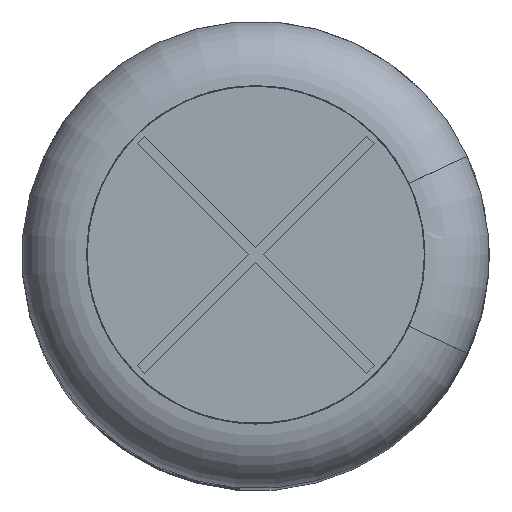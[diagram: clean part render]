
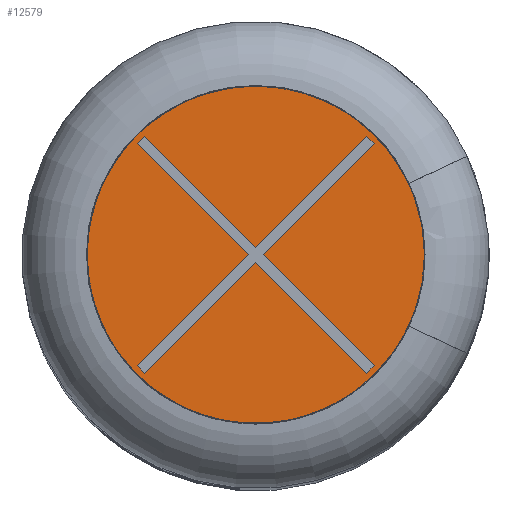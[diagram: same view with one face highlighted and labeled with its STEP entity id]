
A CAD part, top view. The second image highlights one B-rep face of the part: STEP entity #12579.
In plain terms, the highlighted planar face has unit normal (0, 0, 1).
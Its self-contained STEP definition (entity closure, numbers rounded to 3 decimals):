
#720=PLANE('',#13410);
#988=CIRCLE('',#13294,4.709);
#3458=ORIENTED_EDGE('',*,*,#4687,.T.);
#3459=ORIENTED_EDGE('',*,*,#4710,.T.);
#3460=ORIENTED_EDGE('',*,*,#4708,.T.);
#3461=ORIENTED_EDGE('',*,*,#4706,.T.);
#3462=ORIENTED_EDGE('',*,*,#4704,.T.);
#3463=ORIENTED_EDGE('',*,*,#4702,.T.);
#3464=ORIENTED_EDGE('',*,*,#4700,.T.);
#3465=ORIENTED_EDGE('',*,*,#4698,.T.);
#3466=ORIENTED_EDGE('',*,*,#4696,.T.);
#3467=ORIENTED_EDGE('',*,*,#4694,.T.);
#3468=ORIENTED_EDGE('',*,*,#4692,.T.);
#3469=ORIENTED_EDGE('',*,*,#4690,.T.);
#3470=ORIENTED_EDGE('',*,*,#4761,.F.);
#4687=EDGE_CURVE('',#5616,#5617,#6311,.T.);
#4690=EDGE_CURVE('',#5618,#5616,#6314,.T.);
#4692=EDGE_CURVE('',#5619,#5618,#6316,.T.);
#4694=EDGE_CURVE('',#5620,#5619,#6318,.T.);
#4696=EDGE_CURVE('',#5621,#5620,#6320,.T.);
#4698=EDGE_CURVE('',#5622,#5621,#6322,.T.);
#4700=EDGE_CURVE('',#5623,#5622,#6324,.T.);
#4702=EDGE_CURVE('',#5624,#5623,#6326,.T.);
#4704=EDGE_CURVE('',#5625,#5624,#6328,.T.);
#4706=EDGE_CURVE('',#5626,#5625,#6330,.T.);
#4708=EDGE_CURVE('',#5627,#5626,#6332,.T.);
#4710=EDGE_CURVE('',#5617,#5627,#6334,.T.);
#4761=EDGE_CURVE('',#5675,#5675,#988,.T.);
#5616=VERTEX_POINT('',#27933);
#5617=VERTEX_POINT('',#27934);
#5618=VERTEX_POINT('',#27939);
#5619=VERTEX_POINT('',#27943);
#5620=VERTEX_POINT('',#27947);
#5621=VERTEX_POINT('',#27951);
#5622=VERTEX_POINT('',#27955);
#5623=VERTEX_POINT('',#27959);
#5624=VERTEX_POINT('',#27963);
#5625=VERTEX_POINT('',#27967);
#5626=VERTEX_POINT('',#27971);
#5627=VERTEX_POINT('',#27975);
#5675=VERTEX_POINT('',#28083);
#6311=LINE('',#27932,#6967);
#6314=LINE('',#27938,#6970);
#6316=LINE('',#27942,#6972);
#6318=LINE('',#27946,#6974);
#6320=LINE('',#27950,#6976);
#6322=LINE('',#27954,#6978);
#6324=LINE('',#27958,#6980);
#6326=LINE('',#27962,#6982);
#6328=LINE('',#27966,#6984);
#6330=LINE('',#27970,#6986);
#6332=LINE('',#27974,#6988);
#6334=LINE('',#27978,#6990);
#6967=VECTOR('',#15296,1000.);
#6970=VECTOR('',#15301,1000.);
#6972=VECTOR('',#15305,1000.);
#6974=VECTOR('',#15309,1000.);
#6976=VECTOR('',#15313,1000.);
#6978=VECTOR('',#15317,1000.);
#6980=VECTOR('',#15321,1000.);
#6982=VECTOR('',#15325,1000.);
#6984=VECTOR('',#15329,1000.);
#6986=VECTOR('',#15333,1000.);
#6988=VECTOR('',#15337,1000.);
#6990=VECTOR('',#15341,1000.);
#7645=EDGE_LOOP('',(#3458,#3459,#3460,#3461,#3462,#3463,#3464,#3465,#3466,
#3467,#3468,#3469));
#7646=EDGE_LOOP('',(#3470));
#8283=FACE_BOUND('',#7645,.T.);
#8284=FACE_BOUND('',#7646,.T.);
#12579=ADVANCED_FACE('',(#8283,#8284),#720,.T.);
#13294=AXIS2_PLACEMENT_3D('',#28082,#15430,#15431);
#13410=AXIS2_PLACEMENT_3D('',#28293,#15673,#15674);
#15296=DIRECTION('',(0.707,0.707,0.));
#15301=DIRECTION('',(-0.707,0.707,0.));
#15305=DIRECTION('',(0.707,0.707,0.));
#15309=DIRECTION('',(-0.707,0.707,0.));
#15313=DIRECTION('',(-0.707,-0.707,0.));
#15317=DIRECTION('',(-0.707,0.707,0.));
#15321=DIRECTION('',(-0.707,-0.707,0.));
#15325=DIRECTION('',(0.707,-0.707,0.));
#15329=DIRECTION('',(-0.707,-0.707,0.));
#15333=DIRECTION('',(0.707,-0.707,0.));
#15337=DIRECTION('',(0.707,0.707,0.));
#15341=DIRECTION('',(0.707,-0.707,0.));
#15430=DIRECTION('',(0.,0.,-1.));
#15431=DIRECTION('',(-1.,0.,0.));
#15673=DIRECTION('',(0.,0.,1.));
#15674=DIRECTION('',(1.,0.,0.));
#27932=CARTESIAN_POINT('',(-3.088,3.292,39.78));
#27933=CARTESIAN_POINT('',(-3.292,3.088,39.78));
#27934=CARTESIAN_POINT('',(-3.088,3.292,39.78));
#27938=CARTESIAN_POINT('',(-0.204,0.,39.78));
#27939=CARTESIAN_POINT('',(-0.204,0.,39.78));
#27942=CARTESIAN_POINT('',(-0.204,0.,39.78));
#27943=CARTESIAN_POINT('',(-3.292,-3.088,39.78));
#27946=CARTESIAN_POINT('',(-3.088,-3.292,39.78));
#27947=CARTESIAN_POINT('',(-3.088,-3.292,39.78));
#27950=CARTESIAN_POINT('',(0.,-0.204,39.78));
#27951=CARTESIAN_POINT('',(0.,-0.204,39.78));
#27954=CARTESIAN_POINT('',(0.,-0.204,39.78));
#27955=CARTESIAN_POINT('',(3.088,-3.292,39.78));
#27958=CARTESIAN_POINT('',(3.292,-3.088,39.78));
#27959=CARTESIAN_POINT('',(3.292,-3.088,39.78));
#27962=CARTESIAN_POINT('',(0.204,0.,39.78));
#27963=CARTESIAN_POINT('',(0.204,0.,39.78));
#27966=CARTESIAN_POINT('',(0.204,0.,39.78));
#27967=CARTESIAN_POINT('',(3.292,3.088,39.78));
#27970=CARTESIAN_POINT('',(3.292,3.088,39.78));
#27971=CARTESIAN_POINT('',(3.088,3.292,39.78));
#27974=CARTESIAN_POINT('',(0.,0.204,39.78));
#27975=CARTESIAN_POINT('',(0.,0.204,39.78));
#27978=CARTESIAN_POINT('',(0.,0.204,39.78));
#28082=CARTESIAN_POINT('',(0.,0.,39.78));
#28083=CARTESIAN_POINT('',(-4.709,0.,39.78));
#28293=CARTESIAN_POINT('',(-4.709,0.,39.78));
